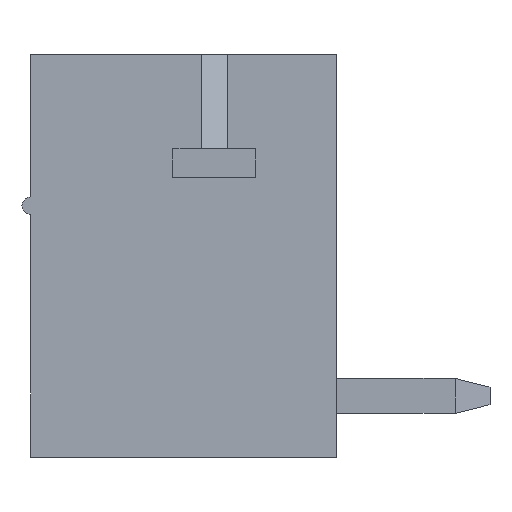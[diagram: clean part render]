
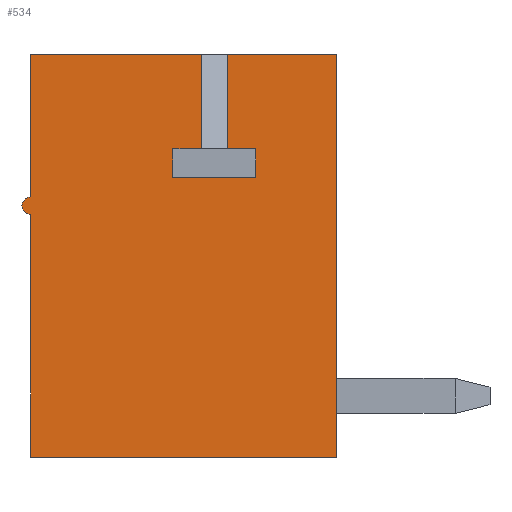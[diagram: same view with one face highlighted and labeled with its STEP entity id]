
A CAD part, left-side view. The second image highlights one B-rep face of the part: STEP entity #534.
In plain terms, the highlighted planar face has unit normal (-1, 0, 0).
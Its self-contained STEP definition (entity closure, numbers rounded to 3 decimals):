
#534 = ADVANCED_FACE( '', ( #1080 ), #1081, .F. );
#1080 = FACE_OUTER_BOUND( '', #1643, .T. );
#1081 = PLANE( '', #1644 );
#1643 = EDGE_LOOP( '', ( #3092, #3093, #3094, #3095, #3096, #3097, #3098, #3099, #3100, #3101, #3102, #3103, #3104, #3105 ) );
#1644 = AXIS2_PLACEMENT_3D( '', #3106, #3107, #3108 );
#3092 = ORIENTED_EDGE( '', *, *, #4068, .T. );
#3093 = ORIENTED_EDGE( '', *, *, #4069, .T. );
#3094 = ORIENTED_EDGE( '', *, *, #3569, .F. );
#3095 = ORIENTED_EDGE( '', *, *, #4070, .T. );
#3096 = ORIENTED_EDGE( '', *, *, #4071, .T. );
#3097 = ORIENTED_EDGE( '', *, *, #3788, .T. );
#3098 = ORIENTED_EDGE( '', *, *, #3586, .F. );
#3099 = ORIENTED_EDGE( '', *, *, #3797, .F. );
#3100 = ORIENTED_EDGE( '', *, *, #3563, .F. );
#3101 = ORIENTED_EDGE( '', *, *, #4020, .T. );
#3102 = ORIENTED_EDGE( '', *, *, #3969, .T. );
#3103 = ORIENTED_EDGE( '', *, *, #3913, .T. );
#3104 = ORIENTED_EDGE( '', *, *, #3633, .T. );
#3105 = ORIENTED_EDGE( '', *, *, #3774, .T. );
#3106 = CARTESIAN_POINT( '', ( -6.31, 0., 0. ) );
#3107 = DIRECTION( '', ( 1., 0., 0. ) );
#3108 = DIRECTION( '', ( 0., 0., -1. ) );
#3563 = EDGE_CURVE( '', #4315, #4317, #4318, .T. );
#3569 = EDGE_CURVE( '', #4327, #4314, #4329, .T. );
#3586 = EDGE_CURVE( '', #4352, #4354, #4355, .T. );
#3633 = EDGE_CURVE( '', #4435, #4436, #4437, .T. );
#3774 = EDGE_CURVE( '', #4436, #4661, #4662, .T. );
#3788 = EDGE_CURVE( '', #4677, #4354, #4681, .T. );
#3797 = EDGE_CURVE( '', #4317, #4352, #4693, .T. );
#3913 = EDGE_CURVE( '', #4858, #4435, #4859, .T. );
#3969 = EDGE_CURVE( '', #4937, #4858, #4938, .T. );
#4020 = EDGE_CURVE( '', #4315, #4937, #5000, .T. );
#4068 = EDGE_CURVE( '', #4661, #5053, #5054, .T. );
#4069 = EDGE_CURVE( '', #5053, #4314, #5055, .T. );
#4070 = EDGE_CURVE( '', #4327, #5056, #5057, .T. );
#4071 = EDGE_CURVE( '', #5056, #4677, #5058, .F. );
#4314 = VERTEX_POINT( '', #5390 );
#4315 = VERTEX_POINT( '', #5391 );
#4317 = VERTEX_POINT( '', #5394 );
#4318 = LINE( '', #5395, #5396 );
#4327 = VERTEX_POINT( '', #5409 );
#4329 = LINE( '', #5412, #5413 );
#4352 = VERTEX_POINT( '', #5447 );
#4354 = VERTEX_POINT( '', #5450 );
#4355 = LINE( '', #5451, #5452 );
#4435 = VERTEX_POINT( '', #5571 );
#4436 = VERTEX_POINT( '', #5572 );
#4437 = LINE( '', #5573, #5574 );
#4661 = VERTEX_POINT( '', #5902 );
#4662 = LINE( '', #5903, #5904 );
#4677 = VERTEX_POINT( '', #5927 );
#4681 = LINE( '', #5933, #5934 );
#4693 = LINE( '', #5953, #5954 );
#4858 = VERTEX_POINT( '', #6196 );
#4859 = LINE( '', #6197, #6198 );
#4937 = VERTEX_POINT( '', #6315 );
#4938 = LINE( '', #6316, #6317 );
#5000 = LINE( '', #6410, #6411 );
#5053 = VERTEX_POINT( '', #6488 );
#5054 = LINE( '', #6489, #6490 );
#5055 = LINE( '', #6491, #6492 );
#5056 = VERTEX_POINT( '', #6493 );
#5057 = LINE( '', #6494, #6495 );
#5058 = CIRCLE( '', #6496, 0.2 );
#5390 = CARTESIAN_POINT( '', ( -6.31, -0.5, 4.6 ) );
#5391 = CARTESIAN_POINT( '', ( -6.31, -1.1, 4.6 ) );
#5394 = CARTESIAN_POINT( '', ( -6.31, -3.6, 4.6 ) );
#5395 = CARTESIAN_POINT( '', ( -6.31, 3.6, 4.6 ) );
#5396 = VECTOR( '', #6666, 1000. );
#5409 = CARTESIAN_POINT( '', ( -6.31, 3.4, 4.6 ) );
#5412 = CARTESIAN_POINT( '', ( -6.31, 3.6, 4.6 ) );
#5413 = VECTOR( '', #6672, 1000. );
#5447 = CARTESIAN_POINT( '', ( -6.31, -3.6, -4.6 ) );
#5450 = CARTESIAN_POINT( '', ( -6.31, 3.4, -4.6 ) );
#5451 = CARTESIAN_POINT( '', ( -6.31, -3.6, -4.6 ) );
#5452 = VECTOR( '', #6685, 1000. );
#5571 = CARTESIAN_POINT( '', ( -6.31, -1.75, 1.8 ) );
#5572 = CARTESIAN_POINT( '', ( -6.31, 0.15, 1.8 ) );
#5573 = CARTESIAN_POINT( '', ( -6.31, -1.75, 1.8 ) );
#5574 = VECTOR( '', #6725, 1000. );
#5902 = CARTESIAN_POINT( '', ( -6.31, 0.15, 2.45 ) );
#5903 = CARTESIAN_POINT( '', ( -6.31, 0.15, 1.8 ) );
#5904 = VECTOR( '', #6848, 1000. );
#5927 = CARTESIAN_POINT( '', ( -6.31, 3.4, 0.95 ) );
#5933 = CARTESIAN_POINT( '', ( -6.31, 3.4, 0. ) );
#5934 = VECTOR( '', #6859, 1000. );
#5953 = CARTESIAN_POINT( '', ( -6.31, -3.6, 4.6 ) );
#5954 = VECTOR( '', #6867, 1000. );
#6196 = CARTESIAN_POINT( '', ( -6.31, -1.75, 2.45 ) );
#6197 = CARTESIAN_POINT( '', ( -6.31, -1.75, 2.45 ) );
#6198 = VECTOR( '', #6966, 1000. );
#6315 = CARTESIAN_POINT( '', ( -6.31, -1.1, 2.45 ) );
#6316 = CARTESIAN_POINT( '', ( -6.31, -1.1, 2.45 ) );
#6317 = VECTOR( '', #7015, 1000. );
#6410 = CARTESIAN_POINT( '', ( -6.31, -1.1, 4.6 ) );
#6411 = VECTOR( '', #7047, 1000. );
#6488 = CARTESIAN_POINT( '', ( -6.31, -0.5, 2.45 ) );
#6489 = CARTESIAN_POINT( '', ( -6.31, 0.15, 2.45 ) );
#6490 = VECTOR( '', #7084, 1000. );
#6491 = CARTESIAN_POINT( '', ( -6.31, -0.5, 2.45 ) );
#6492 = VECTOR( '', #7085, 1000. );
#6493 = CARTESIAN_POINT( '', ( -6.31, 3.4, 1.35 ) );
#6494 = CARTESIAN_POINT( '', ( -6.31, 3.4, 0. ) );
#6495 = VECTOR( '', #7086, 1000. );
#6496 = AXIS2_PLACEMENT_3D( '', #7087, #7088, #7089 );
#6666 = DIRECTION( '', ( 0., -1., 0. ) );
#6672 = DIRECTION( '', ( 0., -1., 0. ) );
#6685 = DIRECTION( '', ( 0., 1., 0. ) );
#6725 = DIRECTION( '', ( 0., 1., 0. ) );
#6848 = DIRECTION( '', ( 0., 0., 1. ) );
#6859 = DIRECTION( '', ( 0., 0., -1. ) );
#6867 = DIRECTION( '', ( 0., 0., -1. ) );
#6966 = DIRECTION( '', ( 0., 0., -1. ) );
#7015 = DIRECTION( '', ( 0., -1., 0. ) );
#7047 = DIRECTION( '', ( 0., 0., -1. ) );
#7084 = DIRECTION( '', ( 0., -1., 0. ) );
#7085 = DIRECTION( '', ( 0., 0., 1. ) );
#7086 = DIRECTION( '', ( 0., 0., -1. ) );
#7087 = CARTESIAN_POINT( '', ( -6.31, 3.4, 1.15 ) );
#7088 = DIRECTION( '', ( 1., 0., 0. ) );
#7089 = DIRECTION( '', ( 0., 0., -1. ) );
